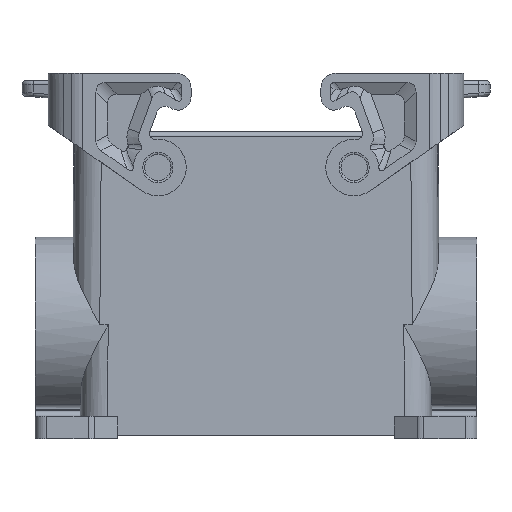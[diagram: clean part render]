
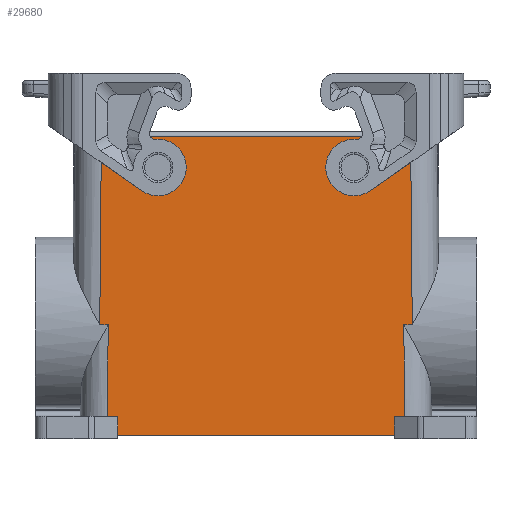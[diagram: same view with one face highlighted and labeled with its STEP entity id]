
A CAD part, front view. The second image highlights one B-rep face of the part: STEP entity #29680.
In plain terms, the highlighted face is planar.
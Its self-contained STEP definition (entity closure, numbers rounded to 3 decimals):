
#3160=CARTESIAN_POINT('',(-77.304,-26.195,
23.435));
#3170=DIRECTION('',(-1.,0.,0.));
#3180=VECTOR('',#3170,1.);
#3190=LINE('',#3160,#3180);
#3200=CARTESIAN_POINT('',(-65.412,-26.195,
23.435));
#3210=VERTEX_POINT('',#3200);
#3220=CARTESIAN_POINT('',(-67.643,-26.195,
23.435));
#3230=VERTEX_POINT('',#3220);
#3240=EDGE_CURVE('',#3210,#3230,#3190,.T.);
#10940=CARTESIAN_POINT('',(12.919,-26.195,
23.435));
#10950=VERTEX_POINT('',#10940);
#10980=CARTESIAN_POINT('',(11.571,-26.195,
23.435));
#10990=DIRECTION('',(1.,0.,0.));
#11000=VECTOR('',#10990,1.);
#11010=LINE('',#10980,#11000);
#11020=CARTESIAN_POINT('',(15.15,-26.195,
23.435));
#11030=VERTEX_POINT('',#11020);
#11040=EDGE_CURVE('',#10950,#11030,#11010,.T.);
#28370=CARTESIAN_POINT('',(-74.247,1.601,
23.192));
#28380=DIRECTION('',(0.,0.009,
1.));
#28390=DIRECTION('',(1.,0.,0.));
#28400=AXIS2_PLACEMENT_3D('',#28370,#28380,#28390);
#28410=PLANE('',#28400);
#28420=CARTESIAN_POINT('',(-0.247,15.5,
23.071));
#28430=DIRECTION('',(0.,0.009,
1.));
#28440=DIRECTION('',(0.,1.,
-0.009));
#28450=AXIS2_PLACEMENT_3D('',#28420,#28430,#28440);
#28460=ELLIPSE('',#28450,3.5,3.5);
#28470=CARTESIAN_POINT('',(-3.747,15.5,
23.071));
#28480=VERTEX_POINT('',#28470);
#28490=CARTESIAN_POINT('',(3.253,15.5,
23.071));
#28500=VERTEX_POINT('',#28490);
#28510=EDGE_CURVE('',#28480,#28500,#28460,.T.);
#28520=ORIENTED_EDGE('',*,*,#28510,.F.);
#28530=EDGE_CURVE('',#28500,#28480,#28460,.T.);
#28540=ORIENTED_EDGE('',*,*,#28530,.F.);
#28550=EDGE_LOOP('',(#28540,#28520));
#28560=FACE_BOUND('',#28550,.T.);
#28570=CARTESIAN_POINT('',(-52.247,15.5,
23.071));
#28580=DIRECTION('',(0.,0.009,
1.));
#28590=DIRECTION('',(0.,1.,
-0.009));
#28600=AXIS2_PLACEMENT_3D('',#28570,#28580,#28590);
#28610=ELLIPSE('',#28600,3.5,3.5);
#28620=CARTESIAN_POINT('',(-48.747,15.5,
23.071));
#28630=VERTEX_POINT('',#28620);
#28640=CARTESIAN_POINT('',(-55.747,15.5,
23.071));
#28650=VERTEX_POINT('',#28640);
#28660=EDGE_CURVE('',#28630,#28650,#28610,.T.);
#28670=ORIENTED_EDGE('',*,*,#28660,.F.);
#28680=EDGE_CURVE('',#28650,#28630,#28610,.T.);
#28690=ORIENTED_EDGE('',*,*,#28680,.F.);
#28700=EDGE_LOOP('',(#28690,#28670));
#28710=FACE_BOUND('',#28700,.T.);
#28720=CARTESIAN_POINT('',(10.353,0.,23.206));
#28730=DIRECTION('',(0.,1.,
-0.009));
#28740=VECTOR('',#28730,1.);
#28750=LINE('',#28720,#28740);
#28760=CARTESIAN_POINT('',(10.353,-53.01,
23.669));
#28770=VERTEX_POINT('',#28760);
#28780=CARTESIAN_POINT('',(10.353,-50.4,23.646));
#28790=VERTEX_POINT('',#28780);
#28800=EDGE_CURVE('',#28770,#28790,#28750,.T.);
#28810=ORIENTED_EDGE('',*,*,#28800,.T.);
#28820=CARTESIAN_POINT('',(9.693,0.,23.206));
#28830=DIRECTION('',(-0.012,1.,
-0.009));
#28840=VECTOR('',#28830,1.);
#28850=LINE('',#28820,#28840);
#28860=CARTESIAN_POINT('',(10.383,-55.4,23.689)
);
#28870=VERTEX_POINT('',#28860);
#28880=EDGE_CURVE('',#28870,#28770,#28850,.T.);
#28890=ORIENTED_EDGE('',*,*,#28880,.T.);
#28900=CARTESIAN_POINT('',(0.,-55.4,23.689));
#28910=DIRECTION('',(-1.,0.,0.));
#28920=VECTOR('',#28910,1.);
#28930=LINE('',#28900,#28920);
#28940=CARTESIAN_POINT('',(-62.876,-55.4,23.689
));
#28950=VERTEX_POINT('',#28940);
#28960=EDGE_CURVE('',#28870,#28950,#28930,.T.);
#28970=ORIENTED_EDGE('',*,*,#28960,.F.);
#28980=CARTESIAN_POINT('',(-62.186,0.,23.206));
#28990=DIRECTION('',(0.012,1.,
-0.009));
#29000=VECTOR('',#28990,1.);
#29010=LINE('',#28980,#29000);
#29020=CARTESIAN_POINT('',(-62.847,-53.01,
23.669));
#29030=VERTEX_POINT('',#29020);
#29040=EDGE_CURVE('',#28950,#29030,#29010,.T.);
#29050=ORIENTED_EDGE('',*,*,#29040,.F.);
#29060=CARTESIAN_POINT('',(-62.847,0.,23.206));
#29070=DIRECTION('',(0.,1.,
-0.009));
#29080=VECTOR('',#29070,1.);
#29090=LINE('',#29060,#29080);
#29100=CARTESIAN_POINT('',(-62.847,-50.4,23.646)
);
#29110=VERTEX_POINT('',#29100);
#29120=EDGE_CURVE('',#29030,#29110,#29090,.T.);
#29130=ORIENTED_EDGE('',*,*,#29120,.F.);
#29140=CARTESIAN_POINT('',(0.,-50.4,23.646));
#29150=DIRECTION('',(1.,0.,0.));
#29160=VECTOR('',#29150,1.);
#29170=LINE('',#29140,#29160);
#29180=CARTESIAN_POINT('',(-65.617,-50.4,23.646
));
#29190=VERTEX_POINT('',#29180);
#29200=EDGE_CURVE('',#29190,#29110,#29170,.T.);
#29210=ORIENTED_EDGE('',*,*,#29200,.T.);
#29220=CARTESIAN_POINT('',(-65.188,0.061,
23.205));
#29230=DIRECTION('',(-0.009,-1.,
0.009));
#29240=VECTOR('',#29230,1.);
#29250=LINE('',#29220,#29240);
#29260=EDGE_CURVE('',#3210,#29190,#29250,.T.);
#29270=ORIENTED_EDGE('',*,*,#29260,.T.);
#29280=ORIENTED_EDGE('',*,*,#3240,.F.);
#29290=CARTESIAN_POINT('',(-67.418,0.061,
23.205));
#29300=DIRECTION('',(0.009,1.,
-0.009));
#29310=VECTOR('',#29300,1.);
#29320=LINE('',#29290,#29310);
#29330=CARTESIAN_POINT('',(-67.216,23.6,23.));
#29340=VERTEX_POINT('',#29330);
#29350=EDGE_CURVE('',#3230,#29340,#29320,.T.);
#29360=ORIENTED_EDGE('',*,*,#29350,.F.);
#29370=CARTESIAN_POINT('',(0.,23.6,23.));
#29380=DIRECTION('',(1.,0.,0.));
#29390=VECTOR('',#29380,1.);
#29400=LINE('',#29370,#29390);
#29410=CARTESIAN_POINT('',(14.723,23.6,23.))
;
#29420=VERTEX_POINT('',#29410);
#29430=EDGE_CURVE('',#29340,#29420,#29400,.T.);
#29440=ORIENTED_EDGE('',*,*,#29430,.F.);
#29450=CARTESIAN_POINT('',(14.925,0.061,
23.205));
#29460=DIRECTION('',(-0.009,1.,
-0.009));
#29470=VECTOR('',#29460,1.);
#29480=LINE('',#29450,#29470);
#29490=EDGE_CURVE('',#11030,#29420,#29480,.T.);
#29500=ORIENTED_EDGE('',*,*,#29490,.T.);
#29510=ORIENTED_EDGE('',*,*,#11040,.T.);
#29520=CARTESIAN_POINT('',(12.695,0.061,
23.205));
#29530=DIRECTION('',(-0.009,1.,
-0.009));
#29540=VECTOR('',#29530,1.);
#29550=LINE('',#29520,#29540);
#29560=CARTESIAN_POINT('',(13.124,-50.4,23.646))
;
#29570=VERTEX_POINT('',#29560);
#29580=EDGE_CURVE('',#29570,#10950,#29550,.T.);
#29590=ORIENTED_EDGE('',*,*,#29580,.T.);
#29600=CARTESIAN_POINT('',(0.,-50.4,23.646));
#29610=DIRECTION('',(1.,0.,0.));
#29620=VECTOR('',#29610,1.);
#29630=LINE('',#29600,#29620);
#29640=EDGE_CURVE('',#28790,#29570,#29630,.T.);
#29650=ORIENTED_EDGE('',*,*,#29640,.T.);
#29660=EDGE_LOOP('',(#29650,#29590,#29510,#29500,#29440,#29360,#29280,
#29270,#29210,#29130,#29050,#28970,#28890,#28810));
#29670=FACE_OUTER_BOUND('',#29660,.T.);
#29680=ADVANCED_FACE('',(#28560,#28710,#29670),#28410,.T.);
